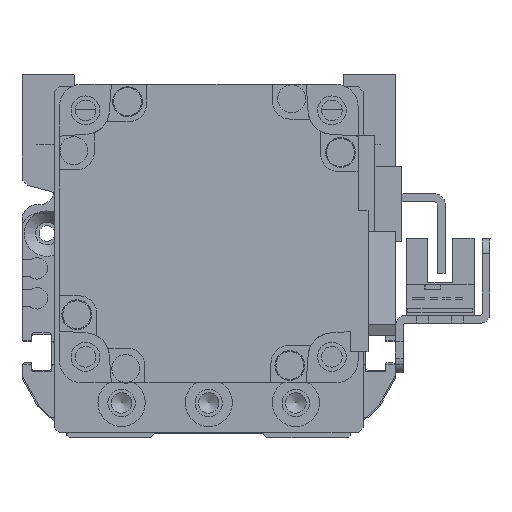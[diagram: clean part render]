
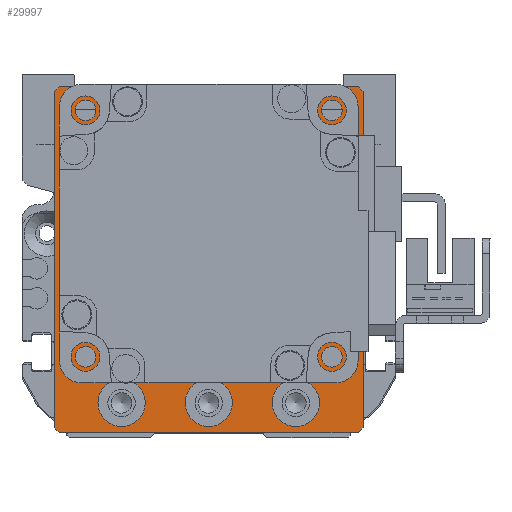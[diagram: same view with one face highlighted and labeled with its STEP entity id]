
A CAD part, left-side view. The second image highlights one B-rep face of the part: STEP entity #29997.
In plain terms, the highlighted face is planar.
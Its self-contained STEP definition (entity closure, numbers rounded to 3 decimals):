
#965=FACE_BOUND('',#5993,.T.);
#966=FACE_BOUND('',#5994,.T.);
#967=FACE_BOUND('',#5995,.T.);
#968=FACE_BOUND('',#5996,.T.);
#969=FACE_BOUND('',#5997,.T.);
#970=FACE_BOUND('',#5998,.T.);
#971=FACE_BOUND('',#5999,.T.);
#972=FACE_BOUND('',#6000,.T.);
#1724=PLANE('',#33705);
#3912=FACE_OUTER_BOUND('',#5992,.T.);
#5992=EDGE_LOOP('',(#27088,#27089,#27090,#27091,#27092,#27093,#27094,#27095));
#5993=EDGE_LOOP('',(#27096));
#5994=EDGE_LOOP('',(#27097));
#5995=EDGE_LOOP('',(#27098));
#5996=EDGE_LOOP('',(#27099));
#5997=EDGE_LOOP('',(#27100));
#5998=EDGE_LOOP('',(#27101));
#5999=EDGE_LOOP('',(#27102));
#6000=EDGE_LOOP('',(#27103));
#8322=LINE('',#51812,#10703);
#8325=LINE('',#51817,#10706);
#8327=LINE('',#51821,#10708);
#8329=LINE('',#51825,#10710);
#8331=LINE('',#51830,#10712);
#8333=LINE('',#51833,#10714);
#8334=LINE('',#51835,#10715);
#8335=LINE('',#51836,#10716);
#10703=VECTOR('',#42103,10.);
#10706=VECTOR('',#42108,10.);
#10708=VECTOR('',#42112,10.);
#10710=VECTOR('',#42116,10.);
#10712=VECTOR('',#42120,10.);
#10714=VECTOR('',#42124,10.);
#10715=VECTOR('',#42125,10.);
#10716=VECTOR('',#42126,10.);
#12649=CIRCLE('',#33706,25.);
#12650=CIRCLE('',#33707,2.067);
#12651=CIRCLE('',#33708,2.067);
#12652=CIRCLE('',#33709,2.067);
#12653=CIRCLE('',#33710,2.067);
#12654=CIRCLE('',#33711,4.75);
#12655=CIRCLE('',#33712,4.75);
#12656=CIRCLE('',#33713,4.75);
#15239=VERTEX_POINT('',#51809);
#15240=VERTEX_POINT('',#51811);
#15241=VERTEX_POINT('',#51815);
#15242=VERTEX_POINT('',#51819);
#15243=VERTEX_POINT('',#51823);
#15244=VERTEX_POINT('',#51827);
#15245=VERTEX_POINT('',#51829);
#15246=VERTEX_POINT('',#51834);
#15247=VERTEX_POINT('',#51837);
#15248=VERTEX_POINT('',#51839);
#15249=VERTEX_POINT('',#51841);
#15250=VERTEX_POINT('',#51843);
#15251=VERTEX_POINT('',#51845);
#15252=VERTEX_POINT('',#51847);
#15253=VERTEX_POINT('',#51849);
#15254=VERTEX_POINT('',#51851);
#19258=EDGE_CURVE('',#15239,#15240,#8322,.T.);
#19261=EDGE_CURVE('',#15239,#15241,#8325,.T.);
#19263=EDGE_CURVE('',#15242,#15241,#8327,.T.);
#19265=EDGE_CURVE('',#15242,#15243,#8329,.T.);
#19267=EDGE_CURVE('',#15244,#15245,#8331,.T.);
#19269=EDGE_CURVE('',#15244,#15240,#8333,.T.);
#19270=EDGE_CURVE('',#15246,#15243,#8334,.T.);
#19271=EDGE_CURVE('',#15246,#15245,#8335,.T.);
#19272=EDGE_CURVE('',#15247,#15247,#12649,.T.);
#19273=EDGE_CURVE('',#15248,#15248,#12650,.T.);
#19274=EDGE_CURVE('',#15249,#15249,#12651,.T.);
#19275=EDGE_CURVE('',#15250,#15250,#12652,.T.);
#19276=EDGE_CURVE('',#15251,#15251,#12653,.T.);
#19277=EDGE_CURVE('',#15252,#15252,#12654,.T.);
#19278=EDGE_CURVE('',#15253,#15253,#12655,.T.);
#19279=EDGE_CURVE('',#15254,#15254,#12656,.T.);
#27088=ORIENTED_EDGE('',*,*,#19267,.F.);
#27089=ORIENTED_EDGE('',*,*,#19269,.T.);
#27090=ORIENTED_EDGE('',*,*,#19258,.F.);
#27091=ORIENTED_EDGE('',*,*,#19261,.T.);
#27092=ORIENTED_EDGE('',*,*,#19263,.F.);
#27093=ORIENTED_EDGE('',*,*,#19265,.T.);
#27094=ORIENTED_EDGE('',*,*,#19270,.F.);
#27095=ORIENTED_EDGE('',*,*,#19271,.T.);
#27096=ORIENTED_EDGE('',*,*,#19272,.T.);
#27097=ORIENTED_EDGE('',*,*,#19273,.T.);
#27098=ORIENTED_EDGE('',*,*,#19274,.T.);
#27099=ORIENTED_EDGE('',*,*,#19275,.T.);
#27100=ORIENTED_EDGE('',*,*,#19276,.T.);
#27101=ORIENTED_EDGE('',*,*,#19277,.T.);
#27102=ORIENTED_EDGE('',*,*,#19278,.T.);
#27103=ORIENTED_EDGE('',*,*,#19279,.T.);
#29997=ADVANCED_FACE('',(#3912,#965,#966,#967,#968,#969,#970,#971,#972),
#1724,.T.);
#33705=AXIS2_PLACEMENT_3D('',#51832,#42122,#42123);
#33706=AXIS2_PLACEMENT_3D('',#51838,#42127,#42128);
#33707=AXIS2_PLACEMENT_3D('',#51840,#42129,#42130);
#33708=AXIS2_PLACEMENT_3D('',#51842,#42131,#42132);
#33709=AXIS2_PLACEMENT_3D('',#51844,#42133,#42134);
#33710=AXIS2_PLACEMENT_3D('',#51846,#42135,#42136);
#33711=AXIS2_PLACEMENT_3D('',#51848,#42137,#42138);
#33712=AXIS2_PLACEMENT_3D('',#51850,#42139,#42140);
#33713=AXIS2_PLACEMENT_3D('',#51852,#42141,#42142);
#42103=DIRECTION('',(-0.707,-0.707,0.));
#42108=DIRECTION('',(0.,1.,0.));
#42112=DIRECTION('',(0.707,-0.707,0.));
#42116=DIRECTION('',(-1.,0.,0.));
#42120=DIRECTION('',(-0.707,0.707,0.));
#42122=DIRECTION('center_axis',(0.,0.,1.));
#42123=DIRECTION('ref_axis',(1.,0.,0.));
#42124=DIRECTION('',(1.,0.,0.));
#42125=DIRECTION('',(0.707,0.707,0.));
#42126=DIRECTION('',(0.,-1.,0.));
#42127=DIRECTION('center_axis',(0.,0.,-1.));
#42128=DIRECTION('ref_axis',(1.,0.,0.));
#42129=DIRECTION('center_axis',(0.,0.,-1.));
#42130=DIRECTION('ref_axis',(1.,0.,0.));
#42131=DIRECTION('center_axis',(0.,0.,-1.));
#42132=DIRECTION('ref_axis',(1.,0.,0.));
#42133=DIRECTION('center_axis',(0.,0.,-1.));
#42134=DIRECTION('ref_axis',(1.,0.,0.));
#42135=DIRECTION('center_axis',(0.,0.,-1.));
#42136=DIRECTION('ref_axis',(1.,0.,0.));
#42137=DIRECTION('center_axis',(0.,0.,-1.));
#42138=DIRECTION('ref_axis',(1.,0.,0.));
#42139=DIRECTION('center_axis',(0.,0.,-1.));
#42140=DIRECTION('ref_axis',(1.,0.,0.));
#42141=DIRECTION('center_axis',(0.,0.,-1.));
#42142=DIRECTION('ref_axis',(1.,0.,0.));
#51809=CARTESIAN_POINT('',(31.,-33.75,59.));
#51811=CARTESIAN_POINT('',(30.,-34.75,59.));
#51812=CARTESIAN_POINT('',(31.438,-33.313,59.));
#51815=CARTESIAN_POINT('',(31.,33.75,59.));
#51817=CARTESIAN_POINT('',(31.,-34.75,59.));
#51819=CARTESIAN_POINT('',(30.,34.75,59.));
#51821=CARTESIAN_POINT('',(31.438,33.313,59.));
#51823=CARTESIAN_POINT('',(-30.,34.75,59.));
#51825=CARTESIAN_POINT('',(31.,34.75,59.));
#51827=CARTESIAN_POINT('',(-30.,-34.75,59.));
#51829=CARTESIAN_POINT('',(-31.,-33.75,59.));
#51830=CARTESIAN_POINT('',(-31.438,-33.313,59.));
#51832=CARTESIAN_POINT('Origin',(0.,0.,
59.));
#51833=CARTESIAN_POINT('',(-31.,-34.75,59.));
#51834=CARTESIAN_POINT('',(-31.,33.75,59.));
#51835=CARTESIAN_POINT('',(-31.438,33.313,59.));
#51836=CARTESIAN_POINT('',(-31.,34.75,59.));
#51837=CARTESIAN_POINT('',(-25.,5.25,59.));
#51838=CARTESIAN_POINT('Origin',(0.,5.25,59.));
#51839=CARTESIAN_POINT('',(22.682,-19.499,59.));
#51840=CARTESIAN_POINT('Origin',(24.749,-19.499,59.));
#51841=CARTESIAN_POINT('',(22.682,29.999,59.));
#51842=CARTESIAN_POINT('Origin',(24.749,29.999,59.));
#51843=CARTESIAN_POINT('',(-26.816,29.999,59.));
#51844=CARTESIAN_POINT('Origin',(-24.749,29.999,59.));
#51845=CARTESIAN_POINT('',(-26.816,-19.499,59.));
#51846=CARTESIAN_POINT('Origin',(-24.749,-19.499,59.));
#51847=CARTESIAN_POINT('',(12.75,-28.75,59.));
#51848=CARTESIAN_POINT('Origin',(17.5,-28.75,59.));
#51849=CARTESIAN_POINT('',(-4.75,-28.75,59.));
#51850=CARTESIAN_POINT('Origin',(0.,-28.75,59.));
#51851=CARTESIAN_POINT('',(-22.25,-28.75,59.));
#51852=CARTESIAN_POINT('Origin',(-17.5,-28.75,59.));
